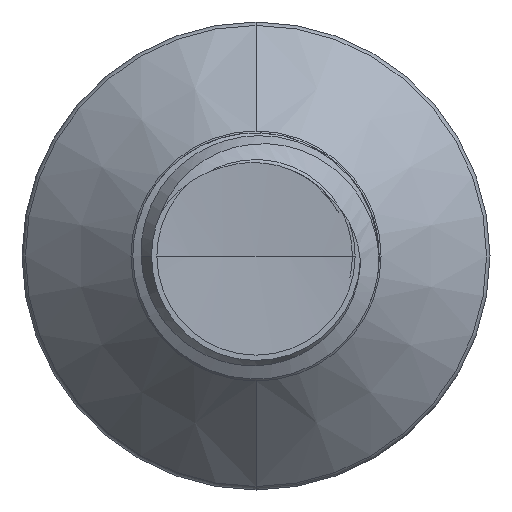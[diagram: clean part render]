
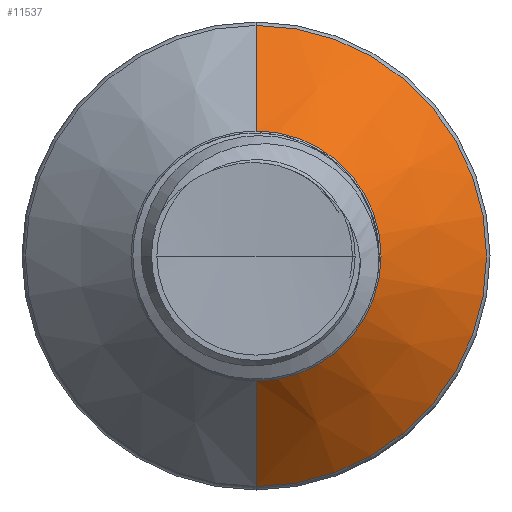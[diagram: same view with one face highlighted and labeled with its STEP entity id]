
A CAD part, front view. The second image highlights one B-rep face of the part: STEP entity #11537.
In plain terms, the highlighted conical face has half-angle 45 degrees and reference radius 1.016 mm.
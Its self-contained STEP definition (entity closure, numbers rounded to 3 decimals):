
#68 = CARTESIAN_POINT ( 'NONE',  ( 0., 6.345, 0. ) ) ;
#406 = CARTESIAN_POINT ( 'NONE',  ( 0., 5.489, -1.016 ) ) ;
#596 = CARTESIAN_POINT ( 'NONE',  ( 0., 6.345, 1.872 ) ) ;
#696 = DIRECTION ( 'NONE',  ( 0., 0., 1. ) ) ;
#1703 = ORIENTED_EDGE ( 'NONE', *, *, #4761, .F. ) ;
#1764 = DIRECTION ( 'NONE',  ( 0., 0., 1. ) ) ;
#2126 = AXIS2_PLACEMENT_3D ( 'NONE', #68, #12246, #1764 ) ;
#3754 = CARTESIAN_POINT ( 'NONE',  ( 0., 5.489, -1.016 ) ) ;
#4190 = CARTESIAN_POINT ( 'NONE',  ( 0., 6.345, -1.872 ) ) ;
#4761 = EDGE_CURVE ( 'NONE', #6555, #16375, #22007, .T. ) ;
#4967 = DIRECTION ( 'NONE',  ( 0., 1., 0. ) ) ;
#5193 = DIRECTION ( 'NONE',  ( 0., 1., 0. ) ) ;
#6380 = EDGE_CURVE ( 'NONE', #14738, #16375, #8464, .T. ) ;
#6555 = VERTEX_POINT ( 'NONE', #596 ) ;
#7936 = VERTEX_POINT ( 'NONE', #10034 ) ;
#8060 = CARTESIAN_POINT ( 'NONE',  ( 0., 5.489, 1.016 ) ) ;
#8464 = LINE ( 'NONE', #3754, #21709 ) ;
#8748 = CARTESIAN_POINT ( 'NONE',  ( 0., 5.489, 0. ) ) ;
#9227 = DIRECTION ( 'NONE',  ( 0., 0.707, -0.707 ) ) ;
#9589 = AXIS2_PLACEMENT_3D ( 'NONE', #8748, #5193, #696 ) ;
#9797 = DIRECTION ( 'NONE',  ( 0., 0.707, 0.707 ) ) ;
#10034 = CARTESIAN_POINT ( 'NONE',  ( 0., 5.489, 1.016 ) ) ;
#10518 = LINE ( 'NONE', #8060, #19213 ) ;
#11380 = EDGE_CURVE ( 'NONE', #7936, #14738, #17408, .T. ) ;
#11537 = ADVANCED_FACE ( 'NONE', ( #11689 ), #19784, .T. ) ;
#11689 = FACE_OUTER_BOUND ( 'NONE', #19993, .T. ) ;
#12246 = DIRECTION ( 'NONE',  ( 0., 1., 0. ) ) ;
#14467 = ORIENTED_EDGE ( 'NONE', *, *, #6380, .T. ) ;
#14738 = VERTEX_POINT ( 'NONE', #406 ) ;
#15467 = CARTESIAN_POINT ( 'NONE',  ( 0., 5.489, 0. ) ) ;
#16375 = VERTEX_POINT ( 'NONE', #4190 ) ;
#17199 = DIRECTION ( 'NONE',  ( 0., 0., 1. ) ) ;
#17408 = CIRCLE ( 'NONE', #20503, 1.016 ) ;
#17993 = ORIENTED_EDGE ( 'NONE', *, *, #11380, .T. ) ;
#19213 = VECTOR ( 'NONE', #9797, 1000. ) ;
#19784 = CONICAL_SURFACE ( 'NONE', #9589, 1.016, 0.785 ) ;
#19871 = ORIENTED_EDGE ( 'NONE', *, *, #22257, .F. ) ;
#19993 = EDGE_LOOP ( 'NONE', ( #17993, #14467, #1703, #19871 ) ) ;
#20503 = AXIS2_PLACEMENT_3D ( 'NONE', #15467, #4967, #17199 ) ;
#21709 = VECTOR ( 'NONE', #9227, 1000. ) ;
#22007 = CIRCLE ( 'NONE', #2126, 1.872 ) ;
#22257 = EDGE_CURVE ( 'NONE', #7936, #6555, #10518, .T. ) ;
